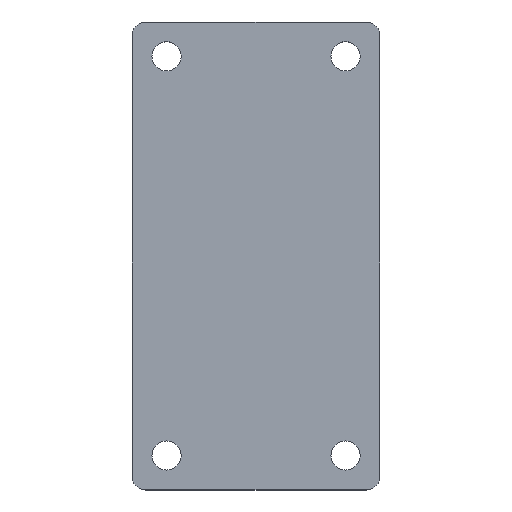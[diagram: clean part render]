
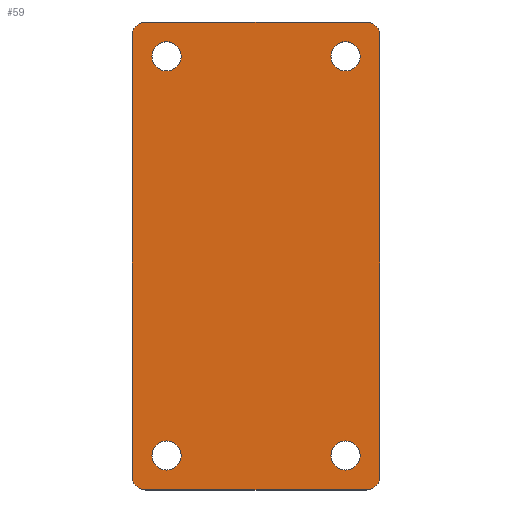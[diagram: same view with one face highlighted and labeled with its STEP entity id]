
A CAD part, top view. The second image highlights one B-rep face of the part: STEP entity #59.
In plain terms, the highlighted planar face has unit normal (0, 0, 1).
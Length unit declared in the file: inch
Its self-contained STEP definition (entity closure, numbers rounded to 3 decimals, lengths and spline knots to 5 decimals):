
#2 = VERTEX_POINT ( 'NONE', #292 ) ;
#3 = ORIENTED_EDGE ( 'NONE', *, *, #24, .T. ) ;
#4 = CIRCLE ( 'NONE', #160, 0.1325 ) ;
#6 = VERTEX_POINT ( 'NONE', #200 ) ;
#7 = VERTEX_POINT ( 'NONE', #552 ) ;
#11 = AXIS2_PLACEMENT_3D ( 'NONE', #328, #81, #367 ) ;
#16 = CARTESIAN_POINT ( 'NONE',  ( -1.125, -2., 0.072 ) ) ;
#19 = VECTOR ( 'NONE', #642, 39.37008 ) ;
#24 = EDGE_CURVE ( 'NONE', #452, #7, #557, .T. ) ;
#28 = CIRCLE ( 'NONE', #11, 0.1325 ) ;
#35 = VERTEX_POINT ( 'NONE', #244 ) ;
#39 = CARTESIAN_POINT ( 'NONE',  ( -1., -2.125, 0.072 ) ) ;
#45 = EDGE_LOOP ( 'NONE', ( #255, #131 ) ) ;
#46 = AXIS2_PLACEMENT_3D ( 'NONE', #423, #137, #530 ) ;
#48 = PLANE ( 'NONE',  #171 ) ;
#58 = ORIENTED_EDGE ( 'NONE', *, *, #347, .T. ) ;
#59 = ADVANCED_FACE ( 'NONE', ( #623, #572, #487, #375, #523 ), #48, .T. ) ;
#62 = DIRECTION ( 'NONE',  ( -1., 0., 0. ) ) ;
#67 = ORIENTED_EDGE ( 'NONE', *, *, #316, .F. ) ;
#74 = CIRCLE ( 'NONE', #92, 0.1325 ) ;
#76 = CIRCLE ( 'NONE', #609, 0.1325 ) ;
#78 = DIRECTION ( 'NONE',  ( 0., 0., -1. ) ) ;
#81 = DIRECTION ( 'NONE',  ( 0., 0., -1. ) ) ;
#85 = DIRECTION ( 'NONE',  ( 0., 0., -1. ) ) ;
#89 = DIRECTION ( 'NONE',  ( 0., 0., -1. ) ) ;
#92 = AXIS2_PLACEMENT_3D ( 'NONE', #405, #513, #507 ) ;
#95 = EDGE_CURVE ( 'NONE', #196, #216, #74, .T. ) ;
#105 = LINE ( 'NONE', #286, #19 ) ;
#113 = ORIENTED_EDGE ( 'NONE', *, *, #437, .T. ) ;
#119 = CIRCLE ( 'NONE', #46, 0.1325 ) ;
#128 = DIRECTION ( 'NONE',  ( -1., 0., 0. ) ) ;
#131 = ORIENTED_EDGE ( 'NONE', *, *, #95, .T. ) ;
#136 = DIRECTION ( 'NONE',  ( -1., 0., 0. ) ) ;
#137 = DIRECTION ( 'NONE',  ( 0., 0., -1. ) ) ;
#146 = VECTOR ( 'NONE', #62, 39.37008 ) ;
#151 = VERTEX_POINT ( 'NONE', #555 ) ;
#152 = CARTESIAN_POINT ( 'NONE',  ( 0.813, 1.813, 0.072 ) ) ;
#154 = DIRECTION ( 'NONE',  ( -1., 0., 0. ) ) ;
#160 = AXIS2_PLACEMENT_3D ( 'NONE', #421, #85, #363 ) ;
#169 = EDGE_LOOP ( 'NONE', ( #619, #3 ) ) ;
#171 = AXIS2_PLACEMENT_3D ( 'NONE', #391, #389, #494 ) ;
#172 = CARTESIAN_POINT ( 'NONE',  ( 1., 2., 0.072 ) ) ;
#174 = DIRECTION ( 'NONE',  ( 0., 0., -1. ) ) ;
#184 = LINE ( 'NONE', #592, #419 ) ;
#187 = LINE ( 'NONE', #284, #245 ) ;
#192 = CARTESIAN_POINT ( 'NONE',  ( 1.125, 2., 0.072 ) ) ;
#196 = VERTEX_POINT ( 'NONE', #253 ) ;
#200 = CARTESIAN_POINT ( 'NONE',  ( 1., 2.125, 0.072 ) ) ;
#205 = EDGE_CURVE ( 'NONE', #6, #617, #320, .T. ) ;
#216 = VERTEX_POINT ( 'NONE', #304 ) ;
#217 = AXIS2_PLACEMENT_3D ( 'NONE', #152, #547, #154 ) ;
#218 = DIRECTION ( 'NONE',  ( 1., 0., 0. ) ) ;
#219 = CIRCLE ( 'NONE', #406, 0.125 ) ;
#240 = EDGE_CURVE ( 'NONE', #6, #544, #219, .T. ) ;
#244 = CARTESIAN_POINT ( 'NONE',  ( -1.125, 2., 0.072 ) ) ;
#245 = VECTOR ( 'NONE', #330, 39.37008 ) ;
#253 = CARTESIAN_POINT ( 'NONE',  ( 0.9455, -1.812, 0.072 ) ) ;
#255 = ORIENTED_EDGE ( 'NONE', *, *, #541, .T. ) ;
#256 = ORIENTED_EDGE ( 'NONE', *, *, #515, .T. ) ;
#259 = AXIS2_PLACEMENT_3D ( 'NONE', #588, #283, #640 ) ;
#265 = CARTESIAN_POINT ( 'NONE',  ( -1., 2., 0.072 ) ) ;
#268 = CIRCLE ( 'NONE', #259, 0.1325 ) ;
#273 = CARTESIAN_POINT ( 'NONE',  ( 0.9455, 1.813, 0.072 ) ) ;
#276 = EDGE_CURVE ( 'NONE', #514, #322, #499, .T. ) ;
#283 = DIRECTION ( 'NONE',  ( 0., 0., -1. ) ) ;
#284 = CARTESIAN_POINT ( 'NONE',  ( -1.125, 2., 0.072 ) ) ;
#286 = CARTESIAN_POINT ( 'NONE',  ( -1., -2.125, 0.072 ) ) ;
#290 = ORIENTED_EDGE ( 'NONE', *, *, #240, .F. ) ;
#292 = CARTESIAN_POINT ( 'NONE',  ( -0.6795, -1.812, 0.072 ) ) ;
#297 = VERTEX_POINT ( 'NONE', #519 ) ;
#303 = EDGE_LOOP ( 'NONE', ( #603, #113 ) ) ;
#304 = CARTESIAN_POINT ( 'NONE',  ( 0.6805, -1.812, 0.072 ) ) ;
#313 = DIRECTION ( 'NONE',  ( 1., 0., 0. ) ) ;
#316 = EDGE_CURVE ( 'NONE', #35, #617, #587, .T. ) ;
#320 = LINE ( 'NONE', #556, #146 ) ;
#322 = VERTEX_POINT ( 'NONE', #16 ) ;
#326 = ORIENTED_EDGE ( 'NONE', *, *, #205, .T. ) ;
#328 = CARTESIAN_POINT ( 'NONE',  ( -0.812, 1.813, 0.072 ) ) ;
#330 = DIRECTION ( 'NONE',  ( 0., -1., 0. ) ) ;
#347 = EDGE_CURVE ( 'NONE', #151, #501, #28, .T. ) ;
#350 = ORIENTED_EDGE ( 'NONE', *, *, #483, .T. ) ;
#354 = ORIENTED_EDGE ( 'NONE', *, *, #458, .F. ) ;
#363 = DIRECTION ( 'NONE',  ( -1., 0., 0. ) ) ;
#367 = DIRECTION ( 'NONE',  ( -1., 0., 0. ) ) ;
#374 = EDGE_CURVE ( 'NONE', #7, #452, #504, .T. ) ;
#375 = FACE_BOUND ( 'NONE', #169, .T. ) ;
#384 = ORIENTED_EDGE ( 'NONE', *, *, #276, .F. ) ;
#389 = DIRECTION ( 'NONE',  ( 0., 0., 1. ) ) ;
#391 = CARTESIAN_POINT ( 'NONE',  ( -1., -2., 0.072 ) ) ;
#402 = ORIENTED_EDGE ( 'NONE', *, *, #475, .T. ) ;
#405 = CARTESIAN_POINT ( 'NONE',  ( 0.813, -1.812, 0.072 ) ) ;
#406 = AXIS2_PLACEMENT_3D ( 'NONE', #172, #415, #411 ) ;
#409 = CARTESIAN_POINT ( 'NONE',  ( -1., -2., 0.072 ) ) ;
#411 = DIRECTION ( 'NONE',  ( 1., 0., 0. ) ) ;
#412 = ORIENTED_EDGE ( 'NONE', *, *, #414, .T. ) ;
#414 = EDGE_CURVE ( 'NONE', #501, #151, #4, .T. ) ;
#415 = DIRECTION ( 'NONE',  ( 0., 0., -1. ) ) ;
#419 = VECTOR ( 'NONE', #539, 39.37008 ) ;
#421 = CARTESIAN_POINT ( 'NONE',  ( -0.812, 1.813, 0.072 ) ) ;
#423 = CARTESIAN_POINT ( 'NONE',  ( -0.812, -1.812, 0.072 ) ) ;
#434 = CARTESIAN_POINT ( 'NONE',  ( 0.813, -1.812, 0.072 ) ) ;
#435 = CARTESIAN_POINT ( 'NONE',  ( 1.125, -2., 0.072 ) ) ;
#437 = EDGE_CURVE ( 'NONE', #2, #593, #119, .T. ) ;
#452 = VERTEX_POINT ( 'NONE', #273 ) ;
#455 = AXIS2_PLACEMENT_3D ( 'NONE', #485, #78, #128 ) ;
#458 = EDGE_CURVE ( 'NONE', #498, #297, #625, .T. ) ;
#475 = EDGE_CURVE ( 'NONE', #35, #322, #187, .T. ) ;
#483 = EDGE_CURVE ( 'NONE', #498, #544, #184, .T. ) ;
#485 = CARTESIAN_POINT ( 'NONE',  ( 0.813, 1.813, 0.072 ) ) ;
#487 = FACE_BOUND ( 'NONE', #303, .T. ) ;
#488 = CARTESIAN_POINT ( 'NONE',  ( 1., -2., 0.072 ) ) ;
#492 = AXIS2_PLACEMENT_3D ( 'NONE', #488, #89, #595 ) ;
#494 = DIRECTION ( 'NONE',  ( 1., 0., 0. ) ) ;
#498 = VERTEX_POINT ( 'NONE', #435 ) ;
#499 = CIRCLE ( 'NONE', #596, 0.125 ) ;
#501 = VERTEX_POINT ( 'NONE', #645 ) ;
#502 = AXIS2_PLACEMENT_3D ( 'NONE', #265, #621, #218 ) ;
#504 = CIRCLE ( 'NONE', #455, 0.1325 ) ;
#507 = DIRECTION ( 'NONE',  ( -1., 0., 0. ) ) ;
#513 = DIRECTION ( 'NONE',  ( 0., 0., -1. ) ) ;
#514 = VERTEX_POINT ( 'NONE', #39 ) ;
#515 = EDGE_CURVE ( 'NONE', #514, #297, #105, .T. ) ;
#519 = CARTESIAN_POINT ( 'NONE',  ( 1., -2.125, 0.072 ) ) ;
#523 = FACE_BOUND ( 'NONE', #551, .T. ) ;
#530 = DIRECTION ( 'NONE',  ( -1., 0., 0. ) ) ;
#539 = DIRECTION ( 'NONE',  ( 0., 1., 0. ) ) ;
#541 = EDGE_CURVE ( 'NONE', #216, #196, #76, .T. ) ;
#544 = VERTEX_POINT ( 'NONE', #192 ) ;
#547 = DIRECTION ( 'NONE',  ( 0., 0., -1. ) ) ;
#551 = EDGE_LOOP ( 'NONE', ( #412, #58 ) ) ;
#552 = CARTESIAN_POINT ( 'NONE',  ( 0.6805, 1.813, 0.072 ) ) ;
#555 = CARTESIAN_POINT ( 'NONE',  ( -0.6795, 1.813, 0.072 ) ) ;
#556 = CARTESIAN_POINT ( 'NONE',  ( 1., 2.125, 0.072 ) ) ;
#557 = CIRCLE ( 'NONE', #217, 0.1325 ) ;
#572 = FACE_OUTER_BOUND ( 'NONE', #632, .T. ) ;
#587 = CIRCLE ( 'NONE', #502, 0.125 ) ;
#588 = CARTESIAN_POINT ( 'NONE',  ( -0.812, -1.812, 0.072 ) ) ;
#591 = DIRECTION ( 'NONE',  ( 0., 0., -1. ) ) ;
#592 = CARTESIAN_POINT ( 'NONE',  ( 1.125, -2., 0.072 ) ) ;
#593 = VERTEX_POINT ( 'NONE', #644 ) ;
#595 = DIRECTION ( 'NONE',  ( 1., 0., 0. ) ) ;
#596 = AXIS2_PLACEMENT_3D ( 'NONE', #409, #174, #313 ) ;
#603 = ORIENTED_EDGE ( 'NONE', *, *, #627, .T. ) ;
#609 = AXIS2_PLACEMENT_3D ( 'NONE', #434, #591, #136 ) ;
#617 = VERTEX_POINT ( 'NONE', #633 ) ;
#619 = ORIENTED_EDGE ( 'NONE', *, *, #374, .T. ) ;
#621 = DIRECTION ( 'NONE',  ( 0., 0., -1. ) ) ;
#623 = FACE_BOUND ( 'NONE', #45, .T. ) ;
#625 = CIRCLE ( 'NONE', #492, 0.125 ) ;
#627 = EDGE_CURVE ( 'NONE', #593, #2, #268, .T. ) ;
#632 = EDGE_LOOP ( 'NONE', ( #67, #402, #384, #256, #354, #350, #290, #326 ) ) ;
#633 = CARTESIAN_POINT ( 'NONE',  ( -1., 2.125, 0.072 ) ) ;
#640 = DIRECTION ( 'NONE',  ( -1., 0., 0. ) ) ;
#642 = DIRECTION ( 'NONE',  ( 1., 0., 0. ) ) ;
#644 = CARTESIAN_POINT ( 'NONE',  ( -0.9445, -1.812, 0.072 ) ) ;
#645 = CARTESIAN_POINT ( 'NONE',  ( -0.9445, 1.813, 0.072 ) ) ;
